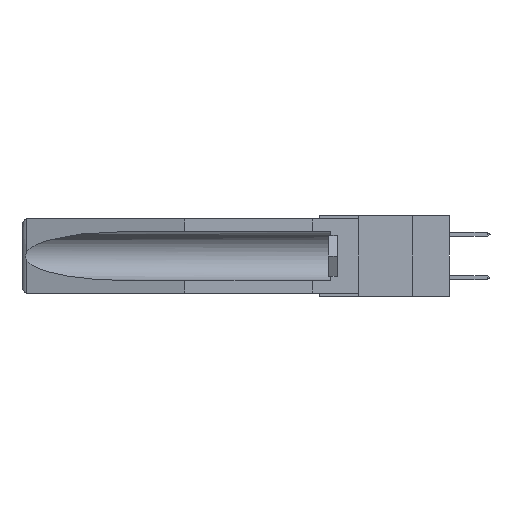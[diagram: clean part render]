
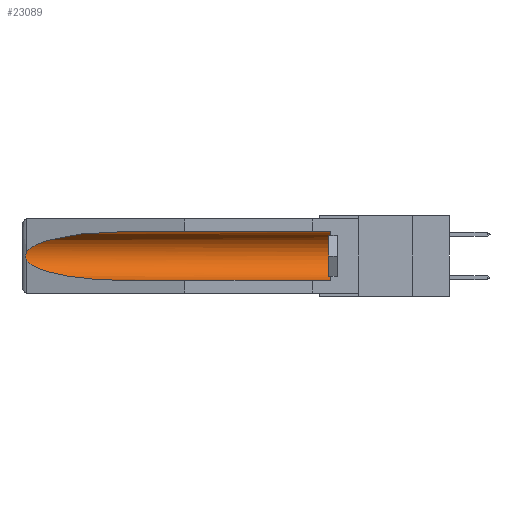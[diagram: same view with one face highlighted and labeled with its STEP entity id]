
A CAD part, left-side view. The second image highlights one B-rep face of the part: STEP entity #23089.
In plain terms, the highlighted cylindrical face has radius 2.857 mm (diameter 5.715 mm), a partial arc.
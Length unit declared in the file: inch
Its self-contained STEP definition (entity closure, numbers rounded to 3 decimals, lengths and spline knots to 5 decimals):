
#38 = VERTEX_POINT ( 'NONE', #23128 ) ;
#1500 = EDGE_LOOP ( 'NONE', ( #2551, #5580, #25869, #13668, #4099, #11377 ) ) ;
#1604 = DIRECTION ( 'NONE',  ( 0., 0., 1. ) ) ;
#1926 = VECTOR ( 'NONE', #17467, 39.37008 ) ;
#1956 = DIRECTION ( 'NONE',  ( 0., 1., 0. ) ) ;
#2551 = ORIENTED_EDGE ( 'NONE', *, *, #27440, .T. ) ;
#2924 = CARTESIAN_POINT ( 'NONE',  ( 0.26537, 1.52718, -0.19328 ) ) ;
#3362 = CARTESIAN_POINT ( 'NONE',  ( 0.155, -0.30754, -0.284 ) ) ;
#4099 = ORIENTED_EDGE ( 'NONE', *, *, #19695, .T. ) ;
#5580 = ORIENTED_EDGE ( 'NONE', *, *, #23861, .T. ) ;
#6356 = CARTESIAN_POINT ( 'NONE',  ( 0.155, 1.07973, -0.284 ) ) ;
#6745 = DIRECTION ( 'NONE',  ( 0., 1., 0. ) ) ;
#7113 = B_SPLINE_CURVE_WITH_KNOTS ( 'NONE', 3,
 ( #26040, #9914, #26129, #10300, #8055, #19422, #12629, #28959, #26530, #15077 ),
 .UNSPECIFIED., .F., .F.,
 ( 4, 2, 2, 2, 4 ),
 ( 0., 0.00029, 0.00058, 0.00087, 0.00117 ),
 .UNSPECIFIED. ) ;
#7312 = CARTESIAN_POINT ( 'NONE',  ( 0.25451, 1.48313, -0.09465 ) ) ;
#8055 = CARTESIAN_POINT ( 'NONE',  ( 0.2675, 1.53308, -0.16763 ) ) ;
#8246 = CARTESIAN_POINT ( 'NONE',  ( 0.155, 0.126, -0.1715 ) ) ;
#8337 = CARTESIAN_POINT ( 'NONE',  ( 0.155, 1.07973, -0.059 ) ) ;
#8449 = VERTEX_POINT ( 'NONE', #10537 ) ;
#9460 = CARTESIAN_POINT ( 'NONE',  ( 0.21114, 1.30732, -0.059 ) ) ;
#9914 = CARTESIAN_POINT ( 'NONE',  ( 0.26597, 1.52961, -0.15275 ) ) ;
#10300 = CARTESIAN_POINT ( 'NONE',  ( 0.2673, 1.5327, -0.16383 ) ) ;
#10537 = CARTESIAN_POINT ( 'NONE',  ( 0.26537, 1.52718, -0.19328 ) ) ;
#11223 = VERTEX_POINT ( 'NONE', #6356 ) ;
#11377 = ORIENTED_EDGE ( 'NONE', *, *, #16420, .T. ) ;
#12036 = VERTEX_POINT ( 'NONE', #8337 ) ;
#12487 =( BOUNDED_CURVE ( )  B_SPLINE_CURVE ( 3, ( #2924, #28481, #14512, #17125 ),
 .UNSPECIFIED., .F., .F. ) 
 B_SPLINE_CURVE_WITH_KNOTS ( ( 4, 4 ),
 ( 0.1948, 1.5708 ),
 .UNSPECIFIED. ) 
 CURVE ( )  GEOMETRIC_REPRESENTATION_ITEM ( )  RATIONAL_B_SPLINE_CURVE ( ( 1., 0.848, 0.848, 1. ) ) 
 REPRESENTATION_ITEM ( '' )  );
#12629 = CARTESIAN_POINT ( 'NONE',  ( 0.2673, 1.53269, -0.17917 ) ) ;
#13051 = CYLINDRICAL_SURFACE ( 'NONE', #18205, 0.1125 ) ;
#13668 = ORIENTED_EDGE ( 'NONE', *, *, #20300, .F. ) ;
#14045 = VECTOR ( 'NONE', #1956, 39.37008 ) ;
#14512 = CARTESIAN_POINT ( 'NONE',  ( 0.21114, 1.30732, -0.284 ) ) ;
#15077 = CARTESIAN_POINT ( 'NONE',  ( 0.26537, 1.52718, -0.19328 ) ) ;
#15279 = CARTESIAN_POINT ( 'NONE',  ( 0.155, 0.126, -0.284 ) ) ;
#15632 = AXIS2_PLACEMENT_3D ( 'NONE', #8246, #24502, #1604 ) ;
#15894 = CARTESIAN_POINT ( 'NONE',  ( 0.155, -0.30754, -0.059 ) ) ;
#16420 = EDGE_CURVE ( 'NONE', #38, #12036, #30000, .T. ) ;
#16590 = CARTESIAN_POINT ( 'NONE',  ( 0.26537, 1.52718, -0.14972 ) ) ;
#17125 = CARTESIAN_POINT ( 'NONE',  ( 0.155, 1.07973, -0.284 ) ) ;
#17467 = DIRECTION ( 'NONE',  ( 0., 1., 0. ) ) ;
#18205 = AXIS2_PLACEMENT_3D ( 'NONE', #18497, #6745, #27640 ) ;
#18497 = CARTESIAN_POINT ( 'NONE',  ( 0.155, -0.30754, -0.1715 ) ) ;
#19183 =( BOUNDED_CURVE ( )  B_SPLINE_CURVE ( 3, ( #21012, #9460, #7312, #28009 ),
 .UNSPECIFIED., .F., .F. ) 
 B_SPLINE_CURVE_WITH_KNOTS ( ( 4, 4 ),
 ( 4.71239, 6.08839 ),
 .UNSPECIFIED. ) 
 CURVE ( )  GEOMETRIC_REPRESENTATION_ITEM ( )  RATIONAL_B_SPLINE_CURVE ( ( 1., 0.848, 0.848, 1. ) ) 
 REPRESENTATION_ITEM ( '' )  );
#19422 = CARTESIAN_POINT ( 'NONE',  ( 0.2675, 1.53308, -0.17534 ) ) ;
#19695 = EDGE_CURVE ( 'NONE', #23078, #38, #24884, .T. ) ;
#20300 = EDGE_CURVE ( 'NONE', #23078, #11223, #27749, .T. ) ;
#21012 = CARTESIAN_POINT ( 'NONE',  ( 0.155, 1.07973, -0.059 ) ) ;
#21413 = FACE_OUTER_BOUND ( 'NONE', #1500, .T. ) ;
#21522 = EDGE_CURVE ( 'NONE', #8449, #11223, #12487, .T. ) ;
#23078 = VERTEX_POINT ( 'NONE', #15279 ) ;
#23089 = ADVANCED_FACE ( 'NONE', ( #21413 ), #13051, .F. ) ;
#23128 = CARTESIAN_POINT ( 'NONE',  ( 0.155, 0.126, -0.059 ) ) ;
#23861 = EDGE_CURVE ( 'NONE', #28661, #8449, #7113, .T. ) ;
#24502 = DIRECTION ( 'NONE',  ( 0., -1., 0. ) ) ;
#24884 = CIRCLE ( 'NONE', #15632, 0.1125 ) ;
#25869 = ORIENTED_EDGE ( 'NONE', *, *, #21522, .T. ) ;
#26040 = CARTESIAN_POINT ( 'NONE',  ( 0.26537, 1.52718, -0.14972 ) ) ;
#26129 = CARTESIAN_POINT ( 'NONE',  ( 0.26654, 1.53092, -0.15636 ) ) ;
#26530 = CARTESIAN_POINT ( 'NONE',  ( 0.26597, 1.5296, -0.19026 ) ) ;
#27440 = EDGE_CURVE ( 'NONE', #12036, #28661, #19183, .T. ) ;
#27640 = DIRECTION ( 'NONE',  ( 0., 0., 1. ) ) ;
#27749 = LINE ( 'NONE', #3362, #1926 ) ;
#28009 = CARTESIAN_POINT ( 'NONE',  ( 0.26537, 1.52718, -0.14972 ) ) ;
#28481 = CARTESIAN_POINT ( 'NONE',  ( 0.25451, 1.48313, -0.24835 ) ) ;
#28661 = VERTEX_POINT ( 'NONE', #16590 ) ;
#28959 = CARTESIAN_POINT ( 'NONE',  ( 0.26655, 1.53094, -0.18657 ) ) ;
#30000 = LINE ( 'NONE', #15894, #14045 ) ;
